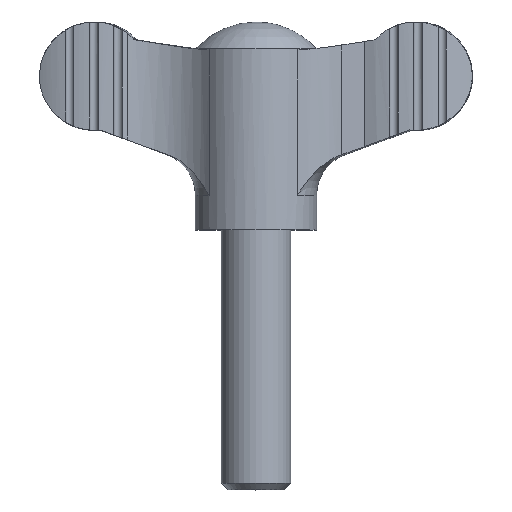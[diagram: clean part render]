
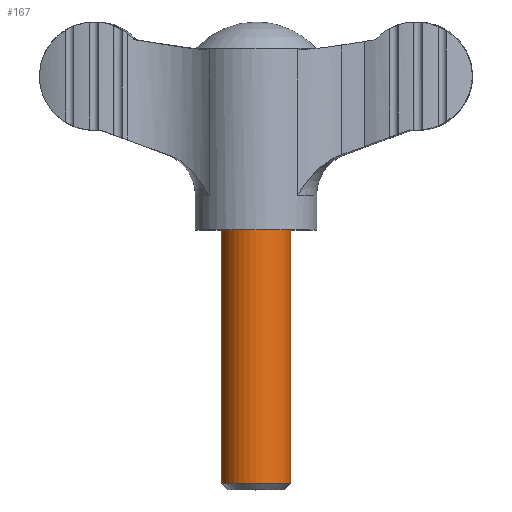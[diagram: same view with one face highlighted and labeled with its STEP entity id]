
A CAD part, top view. The second image highlights one B-rep face of the part: STEP entity #167.
In plain terms, the highlighted cylindrical face has radius 4 mm (diameter 8 mm), a full revolution.
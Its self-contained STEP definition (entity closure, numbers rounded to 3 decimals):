
#167 = ADVANCED_FACE( '', ( #336, #337 ), #338, .T. );
#336 = FACE_OUTER_BOUND( '', #502, .T. );
#337 = FACE_OUTER_BOUND( '', #503, .T. );
#338 = CYLINDRICAL_SURFACE( '', #504, 4. );
#502 = EDGE_LOOP( '', ( #958 ) );
#503 = EDGE_LOOP( '', ( #959 ) );
#504 = AXIS2_PLACEMENT_3D( '', #960, #961, #962 );
#958 = ORIENTED_EDGE( '', *, *, #1171, .F. );
#959 = ORIENTED_EDGE( '', *, *, #1164, .T. );
#960 = CARTESIAN_POINT( '', ( 0., -30., 0. ) );
#961 = DIRECTION( '', ( 0., 1., 0. ) );
#962 = DIRECTION( '', ( 0., 0., -1. ) );
#1164 = EDGE_CURVE( '', #1440, #1440, #1441, .F. );
#1171 = EDGE_CURVE( '', #1450, #1450, #1451, .T. );
#1440 = VERTEX_POINT( '', #2336 );
#1441 = CIRCLE( '', #2337, 4. );
#1450 = VERTEX_POINT( '', #2355 );
#1451 = CIRCLE( '', #2356, 4. );
#2336 = CARTESIAN_POINT( '', ( 0., 0., 4. ) );
#2337 = AXIS2_PLACEMENT_3D( '', #2461, #2462, #2463 );
#2355 = CARTESIAN_POINT( '', ( 0., -29.233, -4. ) );
#2356 = AXIS2_PLACEMENT_3D( '', #2467, #2468, #2469 );
#2461 = CARTESIAN_POINT( '', ( 0., 0., 0. ) );
#2462 = DIRECTION( '', ( 0., 1., 0. ) );
#2463 = DIRECTION( '', ( 0., 0., 1. ) );
#2467 = CARTESIAN_POINT( '', ( 0., -29.233, 0. ) );
#2468 = DIRECTION( '', ( 0., -1., 0. ) );
#2469 = DIRECTION( '', ( 0., 0., -1. ) );
